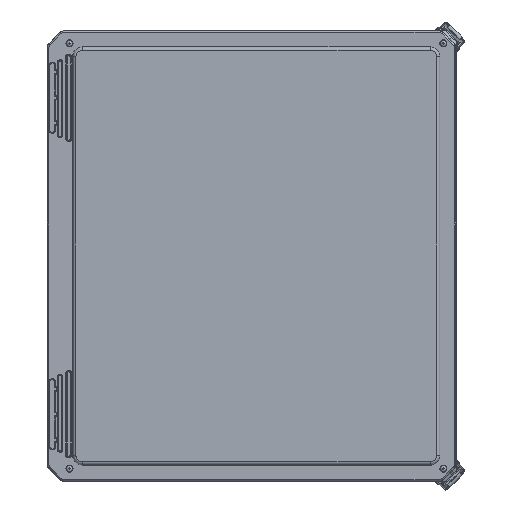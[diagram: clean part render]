
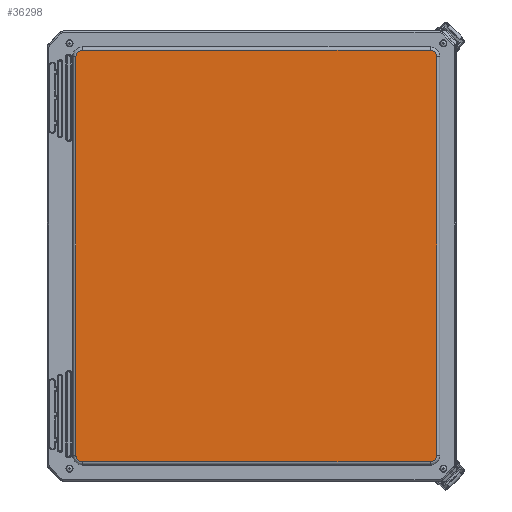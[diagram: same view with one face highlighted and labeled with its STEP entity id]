
A CAD part, top view. The second image highlights one B-rep face of the part: STEP entity #36298.
In plain terms, the highlighted face is planar.
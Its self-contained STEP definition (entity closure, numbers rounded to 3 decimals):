
#1371=ELLIPSE($,#40274,0.25,0.25);
#1374=ELLIPSE($,#40278,0.25,0.25);
#1375=ELLIPSE($,#40284,0.25,0.25);
#1378=ELLIPSE($,#40288,0.25,0.25);
#5087=LINE($,#81549,#7722);
#5089=LINE($,#81702,#7724);
#5092=LINE($,#81709,#7727);
#5094=LINE($,#81848,#7729);
#7722=VECTOR($,#50540,13.568);
#7724=VECTOR($,#50560,15.555);
#7727=VECTOR($,#50567,15.555);
#7729=VECTOR($,#50583,13.568);
#8668=PLANE($,#40294);
#10892=FACE_OUTER_BOUND($,#13266,.T.);
#13266=EDGE_LOOP($,(#33095,#33096,#33097,#33098,#33099,#33100,#33101,#33102));
#17899=VERTEX_POINT($,#81546);
#17900=VERTEX_POINT($,#81548);
#17903=VERTEX_POINT($,#81626);
#17904=VERTEX_POINT($,#81693);
#17907=VERTEX_POINT($,#81700);
#17908=VERTEX_POINT($,#81705);
#17911=VERTEX_POINT($,#81774);
#17912=VERTEX_POINT($,#81841);
#22996=EDGE_CURVE($,#17899,#17900,#5087,.T.);
#23000=EDGE_CURVE($,#17903,#17899,#1371,.T.);
#23004=EDGE_CURVE($,#17900,#17904,#1374,.T.);
#23006=EDGE_CURVE($,#17907,#17903,#5089,.T.);
#23010=EDGE_CURVE($,#17904,#17908,#5092,.T.);
#23012=EDGE_CURVE($,#17911,#17907,#1375,.T.);
#23016=EDGE_CURVE($,#17908,#17912,#1378,.T.);
#23018=EDGE_CURVE($,#17912,#17911,#5094,.T.);
#33095=ORIENTED_EDGE($,*,*,#22996,.F.);
#33096=ORIENTED_EDGE($,*,*,#23000,.F.);
#33097=ORIENTED_EDGE($,*,*,#23006,.F.);
#33098=ORIENTED_EDGE($,*,*,#23012,.F.);
#33099=ORIENTED_EDGE($,*,*,#23018,.F.);
#33100=ORIENTED_EDGE($,*,*,#23016,.F.);
#33101=ORIENTED_EDGE($,*,*,#23010,.F.);
#33102=ORIENTED_EDGE($,*,*,#23004,.F.);
#36298=ADVANCED_FACE($,(#10892),#8668,.F.);
#40274=AXIS2_PLACEMENT_3D($,#81628,#50546,#50547);
#40278=AXIS2_PLACEMENT_3D($,#81697,#50554,#50555);
#40284=AXIS2_PLACEMENT_3D($,#81776,#50570,#50571);
#40288=AXIS2_PLACEMENT_3D($,#81845,#50578,#50579);
#40294=AXIS2_PLACEMENT_3D($,#81858,#50597,#50598);
#50540=DIRECTION($,(1.,0.,0.));
#50546=DIRECTION('center_axis',(0.,0.,1.));
#50547=DIRECTION('ref_axis',(-0.707,-0.707,0.));
#50554=DIRECTION('center_axis',(0.,0.,1.));
#50555=DIRECTION('ref_axis',(0.707,-0.707,0.));
#50560=DIRECTION($,(0.,-1.,0.));
#50567=DIRECTION($,(0.,1.,0.));
#50570=DIRECTION('center_axis',(0.,0.,1.));
#50571=DIRECTION('ref_axis',(-0.707,0.707,0.));
#50578=DIRECTION('center_axis',(0.,0.,1.));
#50579=DIRECTION('ref_axis',(0.707,0.707,0.));
#50583=DIRECTION($,(-1.,0.,0.));
#50597=DIRECTION('center_axis',(0.,0.,1.));
#50598=DIRECTION('ref_axis',(1.,0.,0.));
#81546=CARTESIAN_POINT('',(-6.603,-8.027,0.));
#81548=CARTESIAN_POINT('',(6.965,-8.027,0.));
#81549=CARTESIAN_POINT($,(-6.603,-8.027,0.));
#81626=CARTESIAN_POINT('',(-6.853,-7.777,0.));
#81628=CARTESIAN_POINT('Origin',(-6.603,-7.777,0.));
#81693=CARTESIAN_POINT('',(7.215,-7.777,0.));
#81697=CARTESIAN_POINT('Origin',(6.965,-7.777,0.));
#81700=CARTESIAN_POINT('',(-6.853,7.777,0.));
#81702=CARTESIAN_POINT($,(-6.853,7.777,0.));
#81705=CARTESIAN_POINT('',(7.215,7.777,0.));
#81709=CARTESIAN_POINT($,(7.215,-7.777,0.));
#81774=CARTESIAN_POINT('',(-6.603,8.027,0.));
#81776=CARTESIAN_POINT('Origin',(-6.603,7.777,0.));
#81841=CARTESIAN_POINT('',(6.965,8.027,0.));
#81845=CARTESIAN_POINT('Origin',(6.965,7.777,0.));
#81848=CARTESIAN_POINT($,(6.965,8.027,0.));
#81858=CARTESIAN_POINT('Origin',(0.181,0.,0.));
